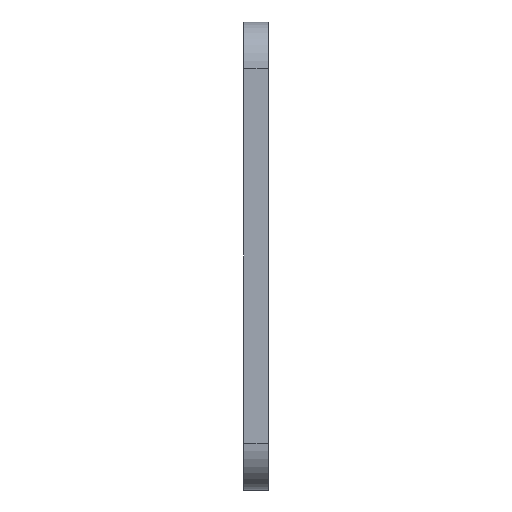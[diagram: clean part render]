
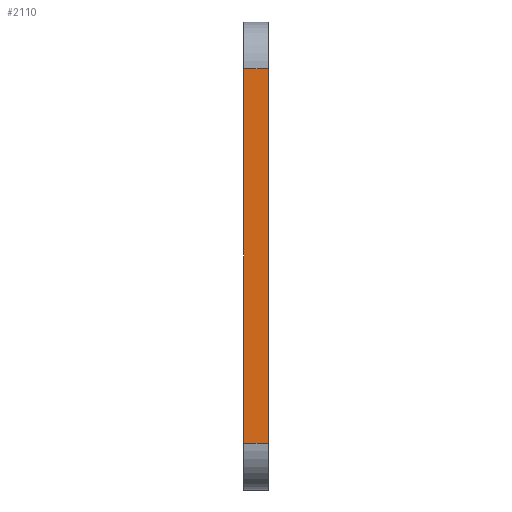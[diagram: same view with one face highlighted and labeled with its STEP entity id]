
A CAD part, left-side view. The second image highlights one B-rep face of the part: STEP entity #2110.
In plain terms, the highlighted planar face has unit normal (-1, 0, 0).
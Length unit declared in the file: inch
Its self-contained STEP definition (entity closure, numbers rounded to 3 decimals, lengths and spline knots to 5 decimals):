
#1=DIRECTION('',(0.,0.,-1.));
#2=VECTOR('',#1,1.6);
#3=CARTESIAN_POINT('',(-3.78,0.,0.8));
#4=LINE('',#3,#2);
#411=DIRECTION('',(0.,-1.,0.));
#412=VECTOR('',#411,0.104);
#413=CARTESIAN_POINT('',(-3.78,0.104,-0.8));
#414=LINE('',#413,#412);
#456=DIRECTION('',(0.,-1.,0.));
#457=VECTOR('',#456,0.104);
#458=CARTESIAN_POINT('',(-3.78,0.104,0.8));
#459=LINE('',#458,#457);
#481=DIRECTION('',(0.,0.,-1.));
#482=VECTOR('',#481,1.6);
#483=CARTESIAN_POINT('',(-3.78,0.104,0.8));
#484=LINE('',#483,#482);
#1373=CARTESIAN_POINT('',(-3.78,0.,-0.8));
#1375=VERTEX_POINT('',#1373);
#1379=CARTESIAN_POINT('',(-3.78,0.104,-0.8));
#1380=VERTEX_POINT('',#1379);
#1381=CARTESIAN_POINT('',(-3.78,0.,0.8));
#1382=VERTEX_POINT('',#1381);
#1385=CARTESIAN_POINT('',(-3.78,0.104,0.8));
#1386=VERTEX_POINT('',#1385);
#2098=CARTESIAN_POINT('',(-3.78,0.052,0.));
#2099=DIRECTION('',(-1.,0.,0.));
#2100=DIRECTION('',(0.,0.,-1.));
#2101=AXIS2_PLACEMENT_3D('',#2098,#2099,#2100);
#2102=PLANE('',#2101);
#2103=ORIENTED_EDGE('',*,*,#2009,.F.);
#2105=ORIENTED_EDGE('',*,*,#2104,.F.);
#2106=ORIENTED_EDGE('',*,*,#2090,.T.);
#2107=ORIENTED_EDGE('',*,*,#1776,.T.);
#2108=EDGE_LOOP('',(#2103,#2105,#2106,#2107));
#2109=FACE_OUTER_BOUND('',#2108,.F.);
#2110=ADVANCED_FACE('',(#2109),#2102,.T.);
#1776=EDGE_CURVE('',#1382,#1375,#4,.T.);
#2009=EDGE_CURVE('',#1380,#1375,#414,.T.);
#2090=EDGE_CURVE('',#1386,#1382,#459,.T.);
#2104=EDGE_CURVE('',#1386,#1380,#484,.T.);
